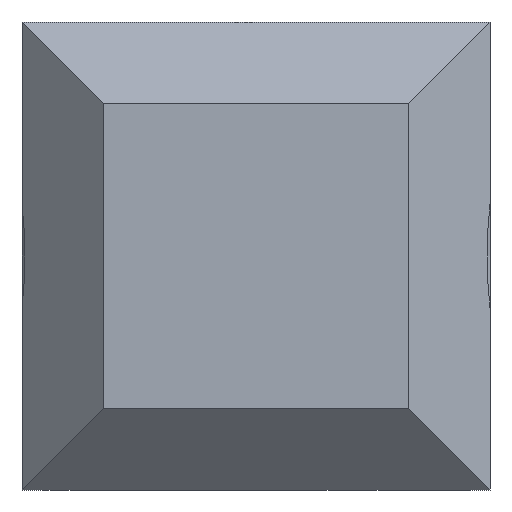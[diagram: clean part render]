
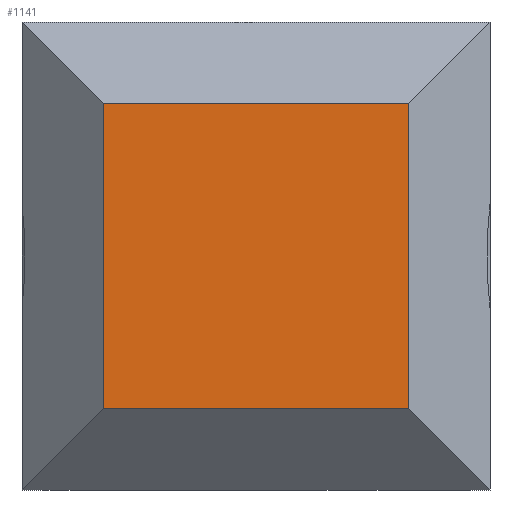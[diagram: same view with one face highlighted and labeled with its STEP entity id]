
A CAD part, front view. The second image highlights one B-rep face of the part: STEP entity #1141.
In plain terms, the highlighted planar face has unit normal (0, -1, 0).
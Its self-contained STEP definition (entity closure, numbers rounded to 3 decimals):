
#10 = LINE ( 'NONE', #1072, #35 ) ;
#35 = VECTOR ( 'NONE', #617, 1000. ) ;
#42 = AXIS2_PLACEMENT_3D ( 'NONE', #772, #408, #1045 ) ;
#63 = ORIENTED_EDGE ( 'NONE', *, *, #1100, .T. ) ;
#93 = DIRECTION ( 'NONE',  ( 0., 0., 1. ) ) ;
#151 = EDGE_LOOP ( 'NONE', ( #876, #63, #1113, #1059 ) ) ;
#155 = CARTESIAN_POINT ( 'NONE',  ( 3.5, 0., -3.5 ) ) ;
#167 = EDGE_CURVE ( 'NONE', #578, #1087, #10, .T. ) ;
#177 = VECTOR ( 'NONE', #232, 1000. ) ;
#230 = DIRECTION ( 'NONE',  ( -1., 0., 0. ) ) ;
#232 = DIRECTION ( 'NONE',  ( 1., 0., 0. ) ) ;
#290 = VERTEX_POINT ( 'NONE', #1000 ) ;
#320 = PLANE ( 'NONE',  #42 ) ;
#408 = DIRECTION ( 'NONE',  ( 0., -1., 0. ) ) ;
#410 = LINE ( 'NONE', #1127, #177 ) ;
#468 = EDGE_CURVE ( 'NONE', #1087, #916, #410, .T. ) ;
#488 = CARTESIAN_POINT ( 'NONE',  ( 3.5, 0., -16.5 ) ) ;
#578 = VERTEX_POINT ( 'NONE', #155 ) ;
#617 = DIRECTION ( 'NONE',  ( 0., 0., -1. ) ) ;
#748 = FACE_OUTER_BOUND ( 'NONE', #151, .T. ) ;
#766 = CARTESIAN_POINT ( 'NONE',  ( 0., 0., -3.5 ) ) ;
#772 = CARTESIAN_POINT ( 'NONE',  ( 0., 0., 0. ) ) ;
#795 = VECTOR ( 'NONE', #93, 1000. ) ;
#808 = LINE ( 'NONE', #766, #868 ) ;
#823 = LINE ( 'NONE', #915, #795 ) ;
#859 = EDGE_CURVE ( 'NONE', #916, #290, #823, .T. ) ;
#868 = VECTOR ( 'NONE', #230, 1000. ) ;
#876 = ORIENTED_EDGE ( 'NONE', *, *, #859, .T. ) ;
#915 = CARTESIAN_POINT ( 'NONE',  ( 16.5, 0., 0. ) ) ;
#916 = VERTEX_POINT ( 'NONE', #923 ) ;
#923 = CARTESIAN_POINT ( 'NONE',  ( 16.5, 0., -16.5 ) ) ;
#1000 = CARTESIAN_POINT ( 'NONE',  ( 16.5, 0., -3.5 ) ) ;
#1045 = DIRECTION ( 'NONE',  ( 0., 0., -1. ) ) ;
#1059 = ORIENTED_EDGE ( 'NONE', *, *, #468, .T. ) ;
#1072 = CARTESIAN_POINT ( 'NONE',  ( 3.5, 0., -20. ) ) ;
#1087 = VERTEX_POINT ( 'NONE', #488 ) ;
#1100 = EDGE_CURVE ( 'NONE', #290, #578, #808, .T. ) ;
#1113 = ORIENTED_EDGE ( 'NONE', *, *, #167, .T. ) ;
#1127 = CARTESIAN_POINT ( 'NONE',  ( 20., 0., -16.5 ) ) ;
#1141 = ADVANCED_FACE ( 'NONE', ( #748 ), #320, .T. ) ;
